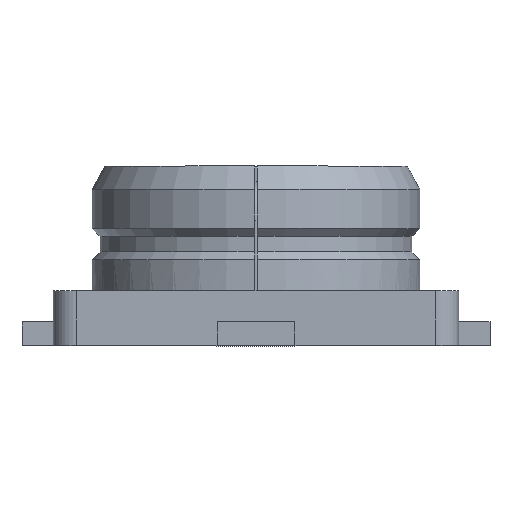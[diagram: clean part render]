
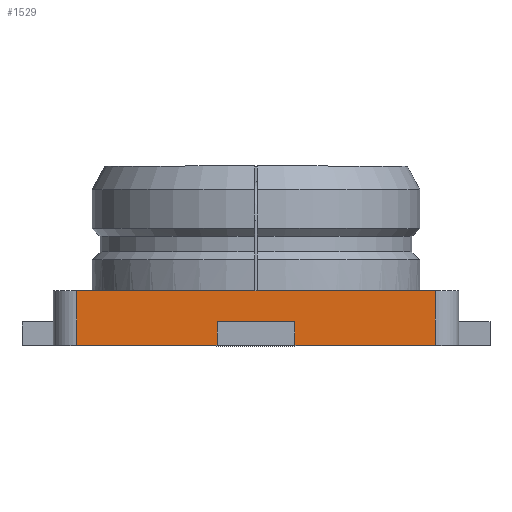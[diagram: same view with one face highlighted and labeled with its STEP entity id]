
A CAD part, top view. The second image highlights one B-rep face of the part: STEP entity #1529.
In plain terms, the highlighted planar face has unit normal (0, 0, 1).
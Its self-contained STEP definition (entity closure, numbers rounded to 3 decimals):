
#63=DIRECTION('',(1.,0.,0.));
#64=VECTOR('',#63,0.9);
#65=CARTESIAN_POINT('',(-1.15,0.,1.3));
#66=LINE('',#65,#64);
#79=DIRECTION('',(1.,0.,0.));
#80=VECTOR('',#79,0.9);
#81=CARTESIAN_POINT('',(0.25,0.,1.3));
#82=LINE('',#81,#80);
#396=DIRECTION('',(0.,1.,0.));
#397=VECTOR('',#396,0.35);
#398=CARTESIAN_POINT('',(1.15,0.,1.3));
#399=LINE('',#398,#397);
#404=DIRECTION('',(1.,0.,0.));
#405=VECTOR('',#404,2.3);
#406=CARTESIAN_POINT('',(-1.15,0.35,1.3));
#407=LINE('',#406,#405);
#408=DIRECTION('',(0.,1.,0.));
#409=VECTOR('',#408,0.15);
#410=CARTESIAN_POINT('',(0.25,0.,1.3));
#411=LINE('',#410,#409);
#412=DIRECTION('',(1.,0.,0.));
#413=VECTOR('',#412,0.5);
#414=CARTESIAN_POINT('',(-0.25,0.15,1.3));
#415=LINE('',#414,#413);
#432=DIRECTION('',(0.,1.,0.));
#433=VECTOR('',#432,0.15);
#434=CARTESIAN_POINT('',(-0.25,0.,1.3));
#435=LINE('',#434,#433);
#444=DIRECTION('',(0.,-1.,0.));
#445=VECTOR('',#444,0.35);
#446=CARTESIAN_POINT('',(-1.15,0.35,1.3));
#447=LINE('',#446,#445);
#770=CARTESIAN_POINT('',(-1.15,0.,1.3));
#771=VERTEX_POINT('',#770);
#772=CARTESIAN_POINT('',(-0.25,0.,1.3));
#773=VERTEX_POINT('',#772);
#778=CARTESIAN_POINT('',(0.25,0.,1.3));
#779=VERTEX_POINT('',#778);
#780=CARTESIAN_POINT('',(1.15,0.,1.3));
#781=VERTEX_POINT('',#780);
#884=CARTESIAN_POINT('',(1.15,0.35,1.3));
#885=VERTEX_POINT('',#884);
#886=CARTESIAN_POINT('',(-0.25,0.15,1.3));
#887=CARTESIAN_POINT('',(0.25,0.15,1.3));
#888=VERTEX_POINT('',#886);
#889=VERTEX_POINT('',#887);
#890=CARTESIAN_POINT('',(-1.15,0.35,1.3));
#891=VERTEX_POINT('',#890);
#1509=CARTESIAN_POINT('',(0.,0.175,1.3));
#1510=DIRECTION('',(0.,0.,1.));
#1511=DIRECTION('',(1.,0.,0.));
#1512=AXIS2_PLACEMENT_3D('',#1509,#1510,#1511);
#1513=PLANE('',#1512);
#1515=ORIENTED_EDGE('',*,*,#1514,.F.);
#1517=ORIENTED_EDGE('',*,*,#1516,.F.);
#1518=ORIENTED_EDGE('',*,*,#1005,.F.);
#1520=ORIENTED_EDGE('',*,*,#1519,.F.);
#1522=ORIENTED_EDGE('',*,*,#1521,.T.);
#1523=ORIENTED_EDGE('',*,*,#1501,.F.);
#1524=ORIENTED_EDGE('',*,*,#1013,.F.);
#1526=ORIENTED_EDGE('',*,*,#1525,.T.);
#1527=EDGE_LOOP('',(#1515,#1517,#1518,#1520,#1522,#1523,#1524,#1526));
#1528=FACE_OUTER_BOUND('',#1527,.F.);
#1529=ADVANCED_FACE('',(#1528),#1513,.T.);
#1005=EDGE_CURVE('',#771,#773,#66,.T.);
#1013=EDGE_CURVE('',#779,#781,#82,.T.);
#1501=EDGE_CURVE('',#781,#885,#399,.T.);
#1514=EDGE_CURVE('',#888,#889,#415,.T.);
#1516=EDGE_CURVE('',#773,#888,#435,.T.);
#1519=EDGE_CURVE('',#891,#771,#447,.T.);
#1521=EDGE_CURVE('',#891,#885,#407,.T.);
#1525=EDGE_CURVE('',#779,#889,#411,.T.);
